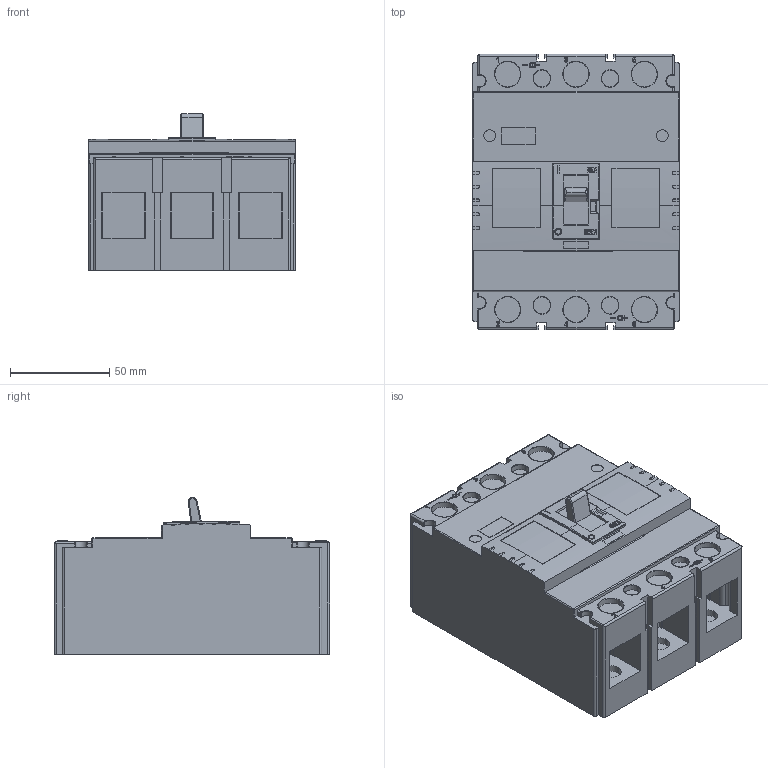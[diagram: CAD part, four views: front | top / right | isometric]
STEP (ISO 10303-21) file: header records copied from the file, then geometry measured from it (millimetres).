
FILE_DESCRIPTION (( 'STEP AP203' ), '1' );
FILE_NAME ('Ñáîðêà1.STEP', '2023-11-21T13:26:55', ( '' ), ( '' ), 'SwSTEP 2.0', 'SolidWorks 2022', '' );
FILE_SCHEMA (( 'CONFIG_CONTROL_DESIGN' ));
Length unit declared in the file: millimetre
Products named in the file (2): 123; Сборка1
Assembly tree (1 placements, depth 2):
  Сборка1
    123
Bounding box: 104.2 x 139 x 79.18 mm (x, y, z)
Volume: 803420.1 mm3; surface area: 75658.3 mm2
Topology: 1 solids, 8 shells, 712 faces, 1933 edges, 1285 vertices
Faces by surface type: plane 379, cylinder 188, bspline 137, torus 8
Entity records: 27933 total; most frequent: CARTESIAN_POINT 10751, ORIENTED_EDGE 3858, DIRECTION 3029, EDGE_CURVE 1929, VERTEX_POINT 1285, LINE 1137, VECTOR 1137, AXIS2_PLACEMENT_3D 946
